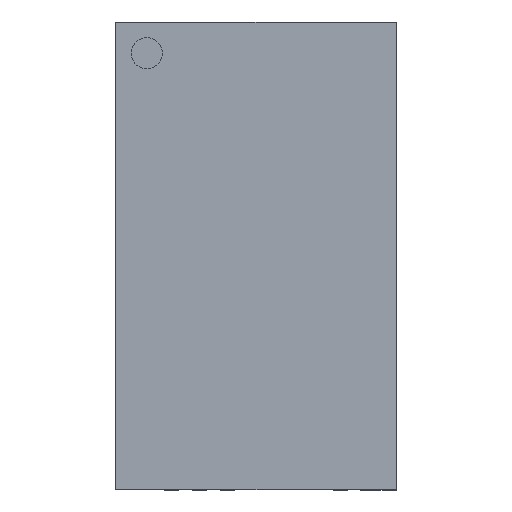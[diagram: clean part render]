
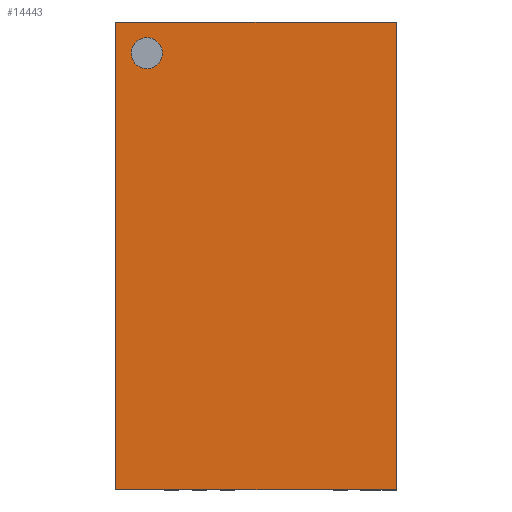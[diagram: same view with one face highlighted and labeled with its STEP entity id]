
A CAD part, top view. The second image highlights one B-rep face of the part: STEP entity #14443.
In plain terms, the highlighted free-form (B-spline) face has degree [1, 1] with [2, 2] control points.
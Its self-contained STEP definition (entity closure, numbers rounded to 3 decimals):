
#7754=CARTESIAN_POINT('',(-3.5,6.,2.9));
#7755=VERTEX_POINT('',#7754);
#7764=CARTESIAN_POINT('',(-3.5,7.,2.9));
#7765=VERTEX_POINT('',#7764);
#7766=CARTESIAN_POINT('',(-3.5,6.5,2.9));
#7767=DIRECTION('',(0.0,0.0,-1.0));
#7768=DIRECTION('',(0.0,-1.0,0.0));
#7769=AXIS2_PLACEMENT_3D('',#7766,#7767,#7768);
#7770=CIRCLE('',#7769,0.5);
#7771=EDGE_CURVE('',#7765,#7755,#7770,.T.);
#7805=CARTESIAN_POINT('',(-3.5,6.5,2.9));
#7806=DIRECTION('',(0.0,0.0,-1.0));
#7807=DIRECTION('',(0.0,-1.0,0.0));
#7808=AXIS2_PLACEMENT_3D('',#7805,#7806,#7807);
#7809=CIRCLE('',#7808,0.5);
#7810=EDGE_CURVE('',#7755,#7765,#7809,.T.);
#13904=CARTESIAN_POINT('',(-4.5,-7.5,2.9));
#13905=VERTEX_POINT('',#13904);
#13912=CARTESIAN_POINT('',(-4.5,7.5,2.9));
#13913=VERTEX_POINT('',#13912);
#13914=CARTESIAN_POINT('',(-4.5,-7.5,2.9));
#13915=DIRECTION('',(0.0,1.0,0.0));
#13916=VECTOR('',#13915,15.0);
#13917=LINE('',#13914,#13916);
#13918=EDGE_CURVE('',#13905,#13913,#13917,.T.);
#14008=CARTESIAN_POINT('',(4.5,7.5,2.9));
#14009=VERTEX_POINT('',#14008);
#14010=CARTESIAN_POINT('',(-4.5,7.5,2.9));
#14011=DIRECTION('',(1.0,0.0,0.0));
#14012=VECTOR('',#14011,9.);
#14013=LINE('',#14010,#14012);
#14014=EDGE_CURVE('',#13913,#14009,#14013,.T.);
#14416=CARTESIAN_POINT('',(-4.5,7.5,2.9));
#14417=CARTESIAN_POINT('',(-4.5,-7.5,2.9));
#14418=CARTESIAN_POINT('',(4.5,7.5,2.9));
#14419=CARTESIAN_POINT('',(4.5,-7.5,2.9));
#14420=B_SPLINE_SURFACE_WITH_KNOTS('',1,1,((#14416,#14418),(#14417,#14419)),.UNSPECIFIED.,.F.,.F.,.U.,(2,2),(2,2),(0.0,15.),(0.0,9.),.UNSPECIFIED.);
#14421=CARTESIAN_POINT('',(4.5,-7.5,2.9));
#14422=VERTEX_POINT('',#14421);
#14423=CARTESIAN_POINT('',(4.5,-7.5,2.9));
#14424=DIRECTION('',(-1.0,0.0,0.0));
#14425=VECTOR('',#14424,9.);
#14426=LINE('',#14423,#14425);
#14427=EDGE_CURVE('',#14422,#13905,#14426,.T.);
#14428=ORIENTED_EDGE('',*,*,#14427,.F.);
#14429=CARTESIAN_POINT('',(4.5,7.5,2.9));
#14430=DIRECTION('',(0.0,-1.0,0.0));
#14431=VECTOR('',#14430,15.0);
#14432=LINE('',#14429,#14431);
#14433=EDGE_CURVE('',#14009,#14422,#14432,.T.);
#14434=ORIENTED_EDGE('',*,*,#14433,.F.);
#14435=ORIENTED_EDGE('',*,*,#14014,.F.);
#14436=ORIENTED_EDGE('',*,*,#13918,.F.);
#14437=EDGE_LOOP('',(#14428,#14434,#14435,#14436));
#14438=FACE_OUTER_BOUND('',#14437,.T.);
#14439=ORIENTED_EDGE('',*,*,#7810,.T.);
#14440=ORIENTED_EDGE('',*,*,#7771,.T.);
#14441=EDGE_LOOP('',(#14439,#14440));
#14442=FACE_BOUND('',#14441,.T.);
#14443=ADVANCED_FACE('',(#14438,#14442),#14420,.T.);
